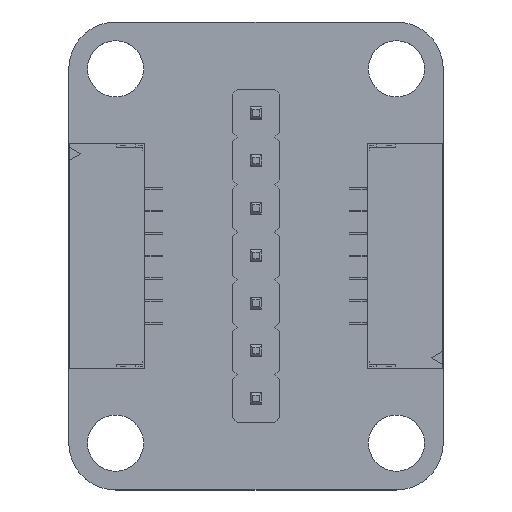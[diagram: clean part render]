
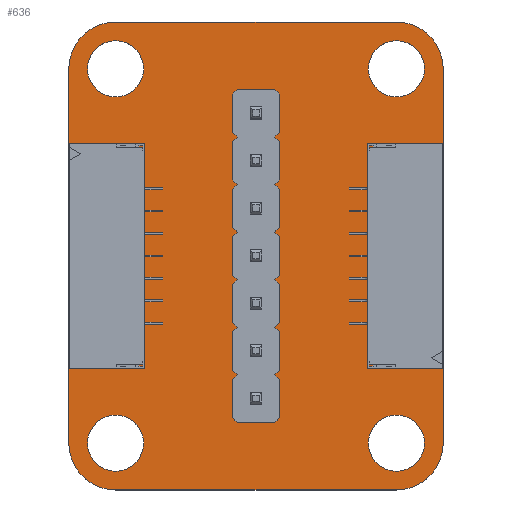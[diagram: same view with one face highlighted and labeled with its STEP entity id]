
A CAD part, top view. The second image highlights one B-rep face of the part: STEP entity #636.
In plain terms, the highlighted planar face has unit normal (0, 0, 1).
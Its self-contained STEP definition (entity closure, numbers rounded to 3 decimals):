
#22 = VERTEX_POINT('',#23);
#23 = CARTESIAN_POINT('',(10.,10.,0.));
#41 = VERTEX_POINT('',#42);
#42 = CARTESIAN_POINT('',(7.5,12.5,0.));
#48 = EDGE_CURVE('',#22,#41,#49,.T.);
#49 = CIRCLE('',#50,2.5);
#50 = AXIS2_PLACEMENT_3D('',#51,#52,#53);
#51 = CARTESIAN_POINT('',(7.5,10.,0.));
#52 = DIRECTION('',(0.,-0.,1.));
#53 = DIRECTION('',(1.,0.,0.));
#64 = VERTEX_POINT('',#65);
#65 = CARTESIAN_POINT('',(10.,-10.,0.));
#80 = EDGE_CURVE('',#64,#22,#81,.T.);
#81 = LINE('',#82,#83);
#82 = CARTESIAN_POINT('',(10.,-10.,0.));
#83 = VECTOR('',#84,1.);
#84 = DIRECTION('',(0.,1.,0.));
#104 = VERTEX_POINT('',#105);
#105 = CARTESIAN_POINT('',(-7.5,12.5,0.));
#111 = EDGE_CURVE('',#41,#104,#112,.T.);
#112 = LINE('',#113,#114);
#113 = CARTESIAN_POINT('',(7.5,12.5,0.));
#114 = VECTOR('',#115,1.);
#115 = DIRECTION('',(-1.,0.,0.));
#126 = VERTEX_POINT('',#127);
#127 = CARTESIAN_POINT('',(7.5,-12.5,0.));
#143 = EDGE_CURVE('',#126,#64,#144,.T.);
#144 = CIRCLE('',#145,2.5);
#145 = AXIS2_PLACEMENT_3D('',#146,#147,#148);
#146 = CARTESIAN_POINT('',(7.5,-10.,0.));
#147 = DIRECTION('',(-0.,0.,1.));
#148 = DIRECTION('',(0.,-1.,0.));
#169 = VERTEX_POINT('',#170);
#170 = CARTESIAN_POINT('',(-10.,10.,0.));
#176 = EDGE_CURVE('',#104,#169,#177,.T.);
#177 = CIRCLE('',#178,2.5);
#178 = AXIS2_PLACEMENT_3D('',#179,#180,#181);
#179 = CARTESIAN_POINT('',(-7.5,10.,0.));
#180 = DIRECTION('',(0.,-0.,1.));
#181 = DIRECTION('',(0.,1.,0.));
#192 = VERTEX_POINT('',#193);
#193 = CARTESIAN_POINT('',(-7.5,-12.5,0.));
#208 = EDGE_CURVE('',#192,#126,#209,.T.);
#209 = LINE('',#210,#211);
#210 = CARTESIAN_POINT('',(-7.5,-12.5,0.));
#211 = VECTOR('',#212,1.);
#212 = DIRECTION('',(1.,0.,0.));
#232 = VERTEX_POINT('',#233);
#233 = CARTESIAN_POINT('',(-10.,-10.,0.));
#239 = EDGE_CURVE('',#169,#232,#240,.T.);
#240 = LINE('',#241,#242);
#241 = CARTESIAN_POINT('',(-10.,10.,0.));
#242 = VECTOR('',#243,1.);
#243 = DIRECTION('',(0.,-1.,0.));
#262 = EDGE_CURVE('',#232,#192,#263,.T.);
#263 = CIRCLE('',#264,2.5);
#264 = AXIS2_PLACEMENT_3D('',#265,#266,#267);
#265 = CARTESIAN_POINT('',(-7.5,-10.,0.));
#266 = DIRECTION('',(0.,0.,1.));
#267 = DIRECTION('',(-1.,0.,0.));
#278 = VERTEX_POINT('',#279);
#279 = CARTESIAN_POINT('',(-6.,-10.,0.));
#295 = EDGE_CURVE('',#278,#278,#296,.T.);
#296 = CIRCLE('',#297,1.5);
#297 = AXIS2_PLACEMENT_3D('',#298,#299,#300);
#298 = CARTESIAN_POINT('',(-7.5,-10.,0.));
#299 = DIRECTION('',(0.,0.,1.));
#300 = DIRECTION('',(1.,0.,0.));
#311 = VERTEX_POINT('',#312);
#312 = CARTESIAN_POINT('',(0.,-7.112,0.));
#328 = EDGE_CURVE('',#311,#311,#329,.T.);
#329 = CIRCLE('',#330,0.508);
#330 = AXIS2_PLACEMENT_3D('',#331,#332,#333);
#331 = CARTESIAN_POINT('',(0.,-7.62,0.));
#332 = DIRECTION('',(0.,-0.,1.));
#333 = DIRECTION('',(0.,1.,0.));
#344 = VERTEX_POINT('',#345);
#345 = CARTESIAN_POINT('',(0.,-4.572,0.));
#361 = EDGE_CURVE('',#344,#344,#362,.T.);
#362 = CIRCLE('',#363,0.508);
#363 = AXIS2_PLACEMENT_3D('',#364,#365,#366);
#364 = CARTESIAN_POINT('',(0.,-5.08,0.));
#365 = DIRECTION('',(0.,-0.,1.));
#366 = DIRECTION('',(0.,1.,0.));
#377 = VERTEX_POINT('',#378);
#378 = CARTESIAN_POINT('',(0.,8.128,0.));
#394 = EDGE_CURVE('',#377,#377,#395,.T.);
#395 = CIRCLE('',#396,0.508);
#396 = AXIS2_PLACEMENT_3D('',#397,#398,#399);
#397 = CARTESIAN_POINT('',(0.,7.62,0.));
#398 = DIRECTION('',(0.,-0.,1.));
#399 = DIRECTION('',(0.,1.,0.));
#410 = VERTEX_POINT('',#411);
#411 = CARTESIAN_POINT('',(0.,5.588,0.));
#427 = EDGE_CURVE('',#410,#410,#428,.T.);
#428 = CIRCLE('',#429,0.508);
#429 = AXIS2_PLACEMENT_3D('',#430,#431,#432);
#430 = CARTESIAN_POINT('',(0.,5.08,0.));
#431 = DIRECTION('',(0.,-0.,1.));
#432 = DIRECTION('',(0.,1.,0.));
#443 = VERTEX_POINT('',#444);
#444 = CARTESIAN_POINT('',(0.,3.048,0.));
#460 = EDGE_CURVE('',#443,#443,#461,.T.);
#461 = CIRCLE('',#462,0.508);
#462 = AXIS2_PLACEMENT_3D('',#463,#464,#465);
#463 = CARTESIAN_POINT('',(0.,2.54,0.));
#464 = DIRECTION('',(0.,-0.,1.));
#465 = DIRECTION('',(0.,1.,0.));
#476 = VERTEX_POINT('',#477);
#477 = CARTESIAN_POINT('',(0.,-2.032,0.));
#493 = EDGE_CURVE('',#476,#476,#494,.T.);
#494 = CIRCLE('',#495,0.508);
#495 = AXIS2_PLACEMENT_3D('',#496,#497,#498);
#496 = CARTESIAN_POINT('',(0.,-2.54,0.));
#497 = DIRECTION('',(0.,-0.,1.));
#498 = DIRECTION('',(0.,1.,0.));
#509 = VERTEX_POINT('',#510);
#510 = CARTESIAN_POINT('',(0.,0.508,0.));
#526 = EDGE_CURVE('',#509,#509,#527,.T.);
#527 = CIRCLE('',#528,0.508);
#528 = AXIS2_PLACEMENT_3D('',#529,#530,#531);
#529 = CARTESIAN_POINT('',(0.,0.,0.));
#530 = DIRECTION('',(0.,-0.,1.));
#531 = DIRECTION('',(0.,1.,0.));
#542 = VERTEX_POINT('',#543);
#543 = CARTESIAN_POINT('',(9.,-10.,0.));
#559 = EDGE_CURVE('',#542,#542,#560,.T.);
#560 = CIRCLE('',#561,1.5);
#561 = AXIS2_PLACEMENT_3D('',#562,#563,#564);
#562 = CARTESIAN_POINT('',(7.5,-10.,0.));
#563 = DIRECTION('',(0.,0.,1.));
#564 = DIRECTION('',(1.,0.,0.));
#575 = VERTEX_POINT('',#576);
#576 = CARTESIAN_POINT('',(9.,10.,0.));
#592 = EDGE_CURVE('',#575,#575,#593,.T.);
#593 = CIRCLE('',#594,1.5);
#594 = AXIS2_PLACEMENT_3D('',#595,#596,#597);
#595 = CARTESIAN_POINT('',(7.5,10.,0.));
#596 = DIRECTION('',(0.,0.,1.));
#597 = DIRECTION('',(1.,0.,0.));
#608 = VERTEX_POINT('',#609);
#609 = CARTESIAN_POINT('',(-6.,10.,0.));
#625 = EDGE_CURVE('',#608,#608,#626,.T.);
#626 = CIRCLE('',#627,1.5);
#627 = AXIS2_PLACEMENT_3D('',#628,#629,#630);
#628 = CARTESIAN_POINT('',(-7.5,10.,0.));
#629 = DIRECTION('',(0.,0.,1.));
#630 = DIRECTION('',(1.,0.,0.));
#636 = ADVANCED_FACE('',(#637,#647,#650,#653,#656,#659,#662,#665,#668,
    #671,#674,#677),#680,.F.);
#637 = FACE_BOUND('',#638,.F.);
#638 = EDGE_LOOP('',(#639,#640,#641,#642,#643,#644,#645,#646));
#639 = ORIENTED_EDGE('',*,*,#48,.F.);
#640 = ORIENTED_EDGE('',*,*,#80,.F.);
#641 = ORIENTED_EDGE('',*,*,#143,.F.);
#642 = ORIENTED_EDGE('',*,*,#208,.F.);
#643 = ORIENTED_EDGE('',*,*,#262,.F.);
#644 = ORIENTED_EDGE('',*,*,#239,.F.);
#645 = ORIENTED_EDGE('',*,*,#176,.F.);
#646 = ORIENTED_EDGE('',*,*,#111,.F.);
#647 = FACE_BOUND('',#648,.F.);
#648 = EDGE_LOOP('',(#649));
#649 = ORIENTED_EDGE('',*,*,#295,.T.);
#650 = FACE_BOUND('',#651,.F.);
#651 = EDGE_LOOP('',(#652));
#652 = ORIENTED_EDGE('',*,*,#328,.T.);
#653 = FACE_BOUND('',#654,.F.);
#654 = EDGE_LOOP('',(#655));
#655 = ORIENTED_EDGE('',*,*,#361,.T.);
#656 = FACE_BOUND('',#657,.F.);
#657 = EDGE_LOOP('',(#658));
#658 = ORIENTED_EDGE('',*,*,#394,.T.);
#659 = FACE_BOUND('',#660,.F.);
#660 = EDGE_LOOP('',(#661));
#661 = ORIENTED_EDGE('',*,*,#427,.T.);
#662 = FACE_BOUND('',#663,.F.);
#663 = EDGE_LOOP('',(#664));
#664 = ORIENTED_EDGE('',*,*,#460,.T.);
#665 = FACE_BOUND('',#666,.F.);
#666 = EDGE_LOOP('',(#667));
#667 = ORIENTED_EDGE('',*,*,#493,.T.);
#668 = FACE_BOUND('',#669,.F.);
#669 = EDGE_LOOP('',(#670));
#670 = ORIENTED_EDGE('',*,*,#526,.T.);
#671 = FACE_BOUND('',#672,.F.);
#672 = EDGE_LOOP('',(#673));
#673 = ORIENTED_EDGE('',*,*,#559,.T.);
#674 = FACE_BOUND('',#675,.F.);
#675 = EDGE_LOOP('',(#676));
#676 = ORIENTED_EDGE('',*,*,#592,.T.);
#677 = FACE_BOUND('',#678,.F.);
#678 = EDGE_LOOP('',(#679));
#679 = ORIENTED_EDGE('',*,*,#625,.T.);
#680 = PLANE('',#681);
#681 = AXIS2_PLACEMENT_3D('',#682,#683,#684);
#682 = CARTESIAN_POINT('',(10.,10.,0.));
#683 = DIRECTION('',(0.,0.,-1.));
#684 = DIRECTION('',(-1.,0.,0.));
